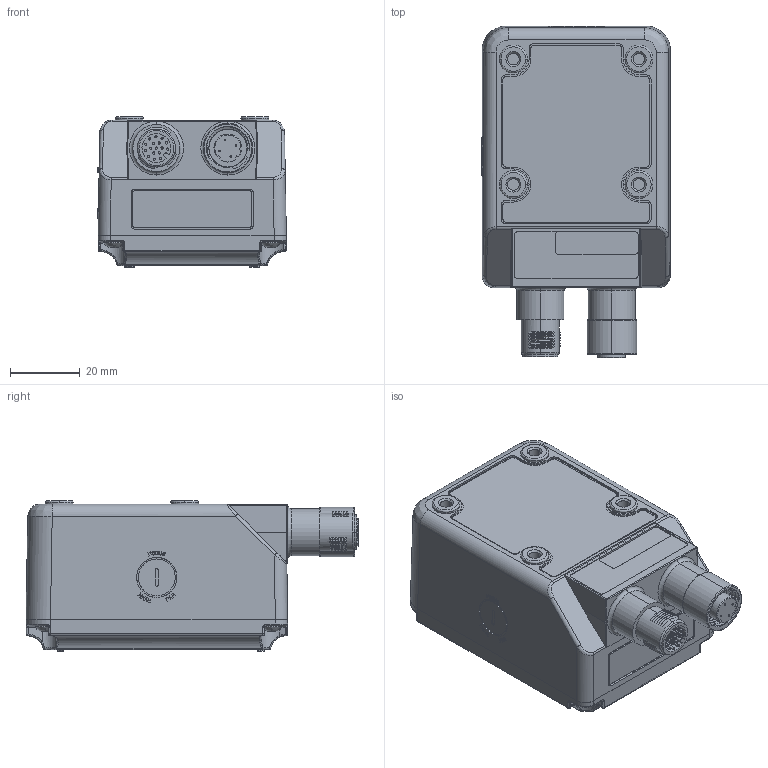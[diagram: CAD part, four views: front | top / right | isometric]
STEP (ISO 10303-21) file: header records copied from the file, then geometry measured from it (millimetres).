
FILE_DESCRIPTION((''),'2;1');
FILE_NAME('209304_ASM','2018-11-20T',('pdmadmin'),('BANNER ENGINEERING'),'CREO PARAMETRIC BY PTC INC, 2016260','CREO PARAMETRIC BY PTC INC, 2016260','');
FILE_SCHEMA(('CONFIG_CONTROL_DESIGN'));
Products named in the file (6): NB_DATALOGIC_HOUSING_FOCUS; NB_DATALOGIC_COVER; NB_DATALOGIC_CONNECTOR; M3_HEX_BHCS; NB_DATALOGIC_BUTTON; 209304_ASM
Assembly tree (8 placements, depth 2):
  209304_ASM
    NB_DATALOGIC_HOUSING_FOCUS
    NB_DATALOGIC_COVER
    NB_DATALOGIC_CONNECTOR
    M3_HEX_BHCS  x4
    NB_DATALOGIC_BUTTON
Bounding box: 54.1 x 95.2 x 43.2 mm (x, y, z)
Volume: 21832.2 mm3; surface area: 41435.3 mm2
Topology: 20 solids, 20 shells, 2251 faces, 5952 edges, 3892 vertices
Faces by surface type: plane 1647, cylinder 381, bspline 128, torus 63, cone 18, sphere 14
Entity records: 82696 total; most frequent: CARTESIAN_POINT 28403, ORIENTED_EDGE 11676, DIRECTION 10339, EDGE_CURVE 5838, VECTOR 4685, LINE 4685, VERTEX_POINT 3820, AXIS2_PLACEMENT_3D 2827
